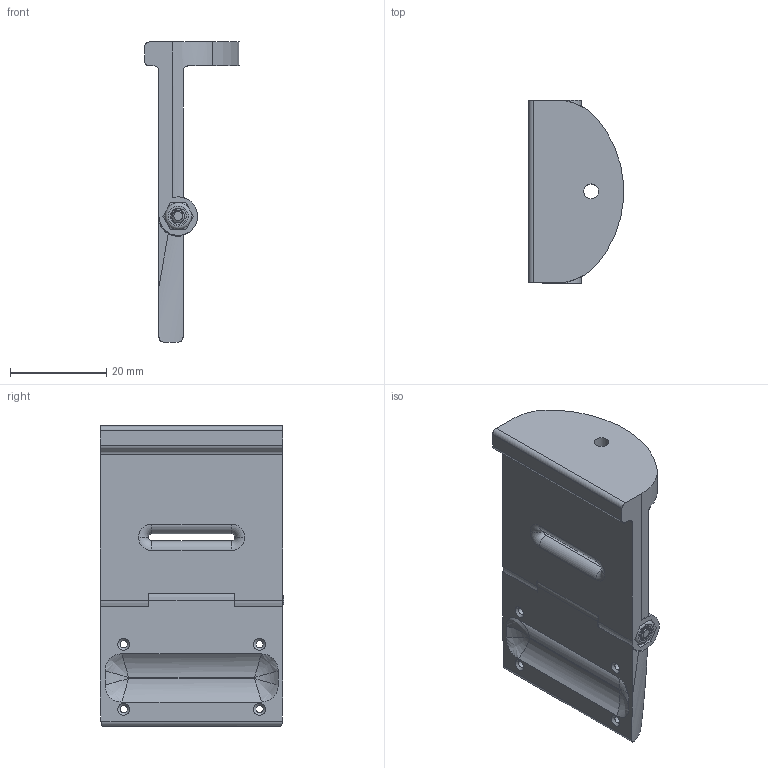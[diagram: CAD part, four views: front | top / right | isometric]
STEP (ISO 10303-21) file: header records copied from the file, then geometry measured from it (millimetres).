
FILE_DESCRIPTION(/* description */ (''),/* implementation_level */ '2;1');
FILE_NAME(/* name */ 'cam_mount_rotatable_wide_cam_by_BoBArctoR.step',/* time_stamp */ '2020-11-01T10:48:01+01:00',/* author */ (''),/* organization */ (''),/* preprocessor_version */ 'ST-DEVELOPER v18.1',/* originating_system */ 'Autodesk Translation Framework v9.3.0.1241',/* authorisation */ '');
FILE_SCHEMA (('AUTOMOTIVE_DESIGN { 1 0 10303 214 3 1 1 }'));
Length unit declared in the file: millimetre
Products named in the file (3): (Unsaved); 91290A135; 90576A102
Assembly tree (2 placements, depth 2):
  (Unsaved)
    91290A135
    90576A102
Bounding box: 19.74 x 38.16 x 62.41 mm (x, y, z)
Volume: 13721.5 mm3; surface area: 8733.6 mm2
Topology: 5 solids, 5 shells, 250 faces, 644 edges, 408 vertices
Faces by surface type: cylinder 136, plane 53, cone 44, torus 11, bspline 6
Full cylindrical faces by diameter (mm): 1.5 x4, 2.35 x35, 2.538 x1, 2.594 x6, 3 x41, 3.1 x1, 3.2 x3, 3.352 x1, 5.5 x1, 5.6 x1, 6 x1
Entity records: 16557 total; most frequent: CARTESIAN_POINT 10727, ORIENTED_EDGE 1280, DIRECTION 1084, EDGE_CURVE 640, AXIS2_PLACEMENT_3D 425, VERTEX_POINT 408, EDGE_LOOP 280, FACE_OUTER_BOUND 250
